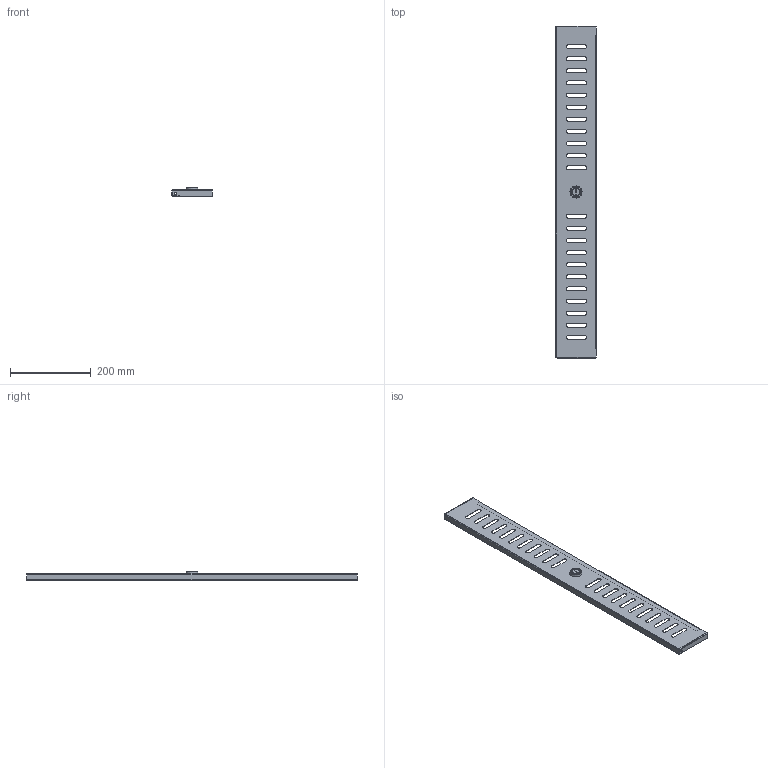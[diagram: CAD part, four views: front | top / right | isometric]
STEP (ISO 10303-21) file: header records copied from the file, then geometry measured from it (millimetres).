
FILE_DESCRIPTION(/* description */ (''),/* implementation_level */ '2;1');
FILE_NAME(/* name */ 'Door Metal Part_-01.ipt.step',/* time_stamp */ '2022-11-29T08:33:14+01:00',/* author */ ('diederichbenedict'),/* organization */ (''),/* preprocessor_version */ 'ST-DEVELOPER v18.1',/* originating_system */ 'Autodesk Inventor 2022',/* authorisation */ '');
FILE_SCHEMA (('AUTOMOTIVE_DESIGN { 1 0 10303 214 3 1 1 }'));
Length unit declared in the file: millimetre
Products named in the file (1): Door Metal Part_-01
Bounding box: 100 x 822 x 22 mm (x, y, z)
Volume: 145362.5 mm3; surface area: 243624.2 mm2
Topology: 2 solids, 2 shells, 177 faces, 465 edges, 294 vertices
Faces by surface type: plane 100, cylinder 72, bspline 4, cone 1
Full cylindrical faces by diameter (mm): 5.1 x2, 17.884 x1, 21.884 x1
Entity records: 6126 total; most frequent: CARTESIAN_POINT 1501, DIRECTION 943, ORIENTED_EDGE 930, EDGE_CURVE 465, LINE 319, VECTOR 319, AXIS2_PLACEMENT_3D 312, VERTEX_POINT 294
